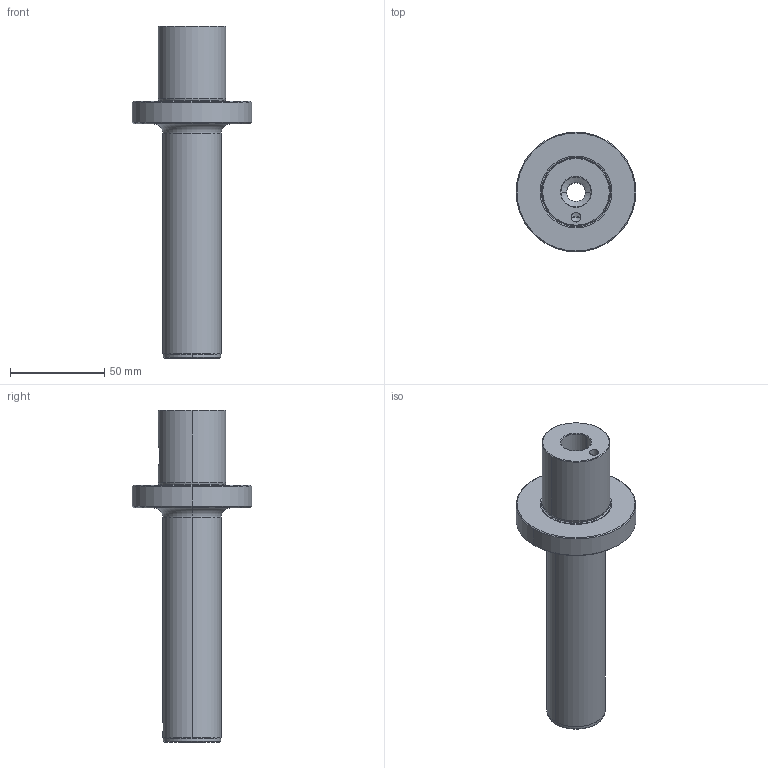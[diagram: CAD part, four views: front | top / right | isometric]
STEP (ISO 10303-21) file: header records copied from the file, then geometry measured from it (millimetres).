
FILE_DESCRIPTION(('no description'),'unknown implementation level');
FILE_NAME('5EB5EBA8-A24F-4A51-AFBD-F33B12542338_export.stp',' ',('CIMSOURCE GmbH'),('CADClick - KiM GmbH - www.kimweb.de'),'unknown preprocess','ACIS','unknown authorization');
FILE_SCHEMA(('automotive_design'));
Length unit declared in the file: millimetre
Products named in the file (2): 332.632 Kaiser CK6 X CK3 X 160B|332.632 Kaiser CK6 X CK3 X 160B_Standard;NONE; 332.632 Kaiser CK6 X CK3 X 160B|690.433 Kaiser ETL M6 X 8,5 CK3_Standard;NONE
Bounding box: 63.5 x 63.5 x 176 mm (x, y, z)
Volume: 143606.5 mm3; surface area: 33050.5 mm2
Topology: 2 solids, 2 shells, 107 faces, 246 edges, 143 vertices
Faces by surface type: cone 42, cylinder 28, plane 28, torus 6, bspline 3
Entity records: 6384 total; most frequent: CARTESIAN_POINT 1117, DIRECTION 548, STYLED_ITEM 494, PRESENTATION_STYLE_ASSIGNMENT 494, COLOUR_RGB 494, ORIENTED_EDGE 484, EDGE_CURVE 242, CURVE_STYLE 242
